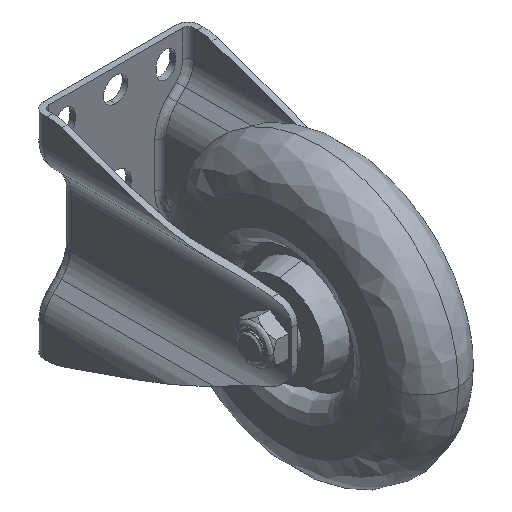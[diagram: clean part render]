
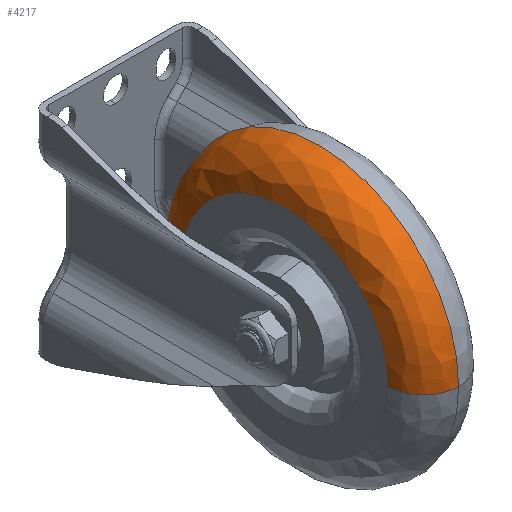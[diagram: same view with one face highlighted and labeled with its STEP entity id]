
A CAD part, isometric view. The second image highlights one B-rep face of the part: STEP entity #4217.
In plain terms, the highlighted free-form (B-spline) face has degree [3, 3] with [4, 4] control points.
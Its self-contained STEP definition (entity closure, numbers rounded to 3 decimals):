
#68 = EDGE_CURVE ( 'NONE', #4291, #6336, #2007, .T. ) ;
#287 = DIRECTION ( 'NONE',  ( 0., -1., 0. ) ) ;
#587 = CARTESIAN_POINT ( 'NONE',  ( -16., -47.5, 0. ) ) ;
#894 = CARTESIAN_POINT ( 'NONE',  ( 0., -94., 0. ) ) ;
#896 = ORIENTED_EDGE ( 'NONE', *, *, #2268, .F. ) ;
#1063 = CARTESIAN_POINT ( 'NONE',  ( 0., -31.5, 0. ) ) ;
#1378 = CARTESIAN_POINT ( 'NONE',  ( -16., -140.5, 93. ) ) ;
#1534 = CIRCLE ( 'NONE', #5833, 16. ) ;
#1586 = CARTESIAN_POINT ( 'NONE',  ( -9.373, -31.5, 125. ) ) ;
#1605 = CARTESIAN_POINT ( 'NONE',  ( 0., -31.5, 0. ) ) ;
#1617 =( BOUNDED_SURFACE ( )  B_SPLINE_SURFACE ( 3, 3, ( 
 ( #1605, #2152, #2725, #3187 ),
 ( #5472, #1586, #5977, #3262 ),
 ( #3283, #3211, #5455, #2080 ),
 ( #5998, #6540, #4341, #3238 ) ),
 .UNSPECIFIED., .F., .F., .T. ) 
 B_SPLINE_SURFACE_WITH_KNOTS ( ( 4, 4 ),
 ( 4, 4 ),
 ( 0., 1. ),
 ( 0., 1. ),
 .UNSPECIFIED. ) 
 GEOMETRIC_REPRESENTATION_ITEM ( )  RATIONAL_B_SPLINE_SURFACE ( (
 ( 1., 0.333, 0.333, 1.),
 ( 0.805, 0.268, 0.268, 0.805),
 ( 0.805, 0.268, 0.268, 0.805),
 ( 1., 0.333, 0.333, 1.) ) ) 
 REPRESENTATION_ITEM ( '' )  SURFACE ( )  );
#1659 = VERTEX_POINT ( 'NONE', #3490 ) ;
#1664 = DIRECTION ( 'NONE',  ( 0., 0., 1. ) ) ;
#1778 = CARTESIAN_POINT ( 'NONE',  ( -16., -140.5, 0. ) ) ;
#1853 = DIRECTION ( 'NONE',  ( 1., 0., 0. ) ) ;
#2007 =( BOUNDED_CURVE ( )  B_SPLINE_CURVE ( 3, ( #4102, #5741, #1378, #2934 ),
 .UNSPECIFIED., .F., .F. ) 
 B_SPLINE_CURVE_WITH_KNOTS ( ( 4, 4 ),
 ( 0., 1. ),
 .UNSPECIFIED. ) 
 CURVE ( )  GEOMETRIC_REPRESENTATION_ITEM ( )  RATIONAL_B_SPLINE_CURVE ( ( 1., 0.333, 0.333, 1. ) ) 
 REPRESENTATION_ITEM ( '' )  );
#2080 = CARTESIAN_POINT ( 'NONE',  ( -16., -149.873, 0. ) ) ;
#2152 = CARTESIAN_POINT ( 'NONE',  ( 0., -31.5, 125. ) ) ;
#2268 = EDGE_CURVE ( 'NONE', #1659, #6336, #1534, .T. ) ;
#2601 = AXIS2_PLACEMENT_3D ( 'NONE', #894, #1853, #5727 ) ;
#2725 = CARTESIAN_POINT ( 'NONE',  ( 0., -156.5, 125. ) ) ;
#2934 = CARTESIAN_POINT ( 'NONE',  ( -16., -140.5, 0. ) ) ;
#2944 = CARTESIAN_POINT ( 'NONE',  ( 0., -140.5, 0. ) ) ;
#3012 = EDGE_CURVE ( 'NONE', #6666, #1659, #3077, .T. ) ;
#3077 = CIRCLE ( 'NONE', #2601, 62.5 ) ;
#3187 = CARTESIAN_POINT ( 'NONE',  ( 0., -156.5, 0. ) ) ;
#3191 = EDGE_LOOP ( 'NONE', ( #5599, #4406, #3980, #896 ) ) ;
#3211 = CARTESIAN_POINT ( 'NONE',  ( -16., -38.127, 111.745 ) ) ;
#3238 = CARTESIAN_POINT ( 'NONE',  ( -16., -140.5, 0. ) ) ;
#3262 = CARTESIAN_POINT ( 'NONE',  ( -9.373, -156.5, 0. ) ) ;
#3283 = CARTESIAN_POINT ( 'NONE',  ( -16., -38.127, 0. ) ) ;
#3490 = CARTESIAN_POINT ( 'NONE',  ( 0., -156.5, 0. ) ) ;
#3980 = ORIENTED_EDGE ( 'NONE', *, *, #68, .T. ) ;
#4102 = CARTESIAN_POINT ( 'NONE',  ( -16., -47.5, 0. ) ) ;
#4217 = ADVANCED_FACE ( 'NONE', ( #7034 ), #1617, .T. ) ;
#4291 = VERTEX_POINT ( 'NONE', #587 ) ;
#4341 = CARTESIAN_POINT ( 'NONE',  ( -16., -140.5, 93. ) ) ;
#4403 = CARTESIAN_POINT ( 'NONE',  ( 0., -47.5, 0. ) ) ;
#4406 = ORIENTED_EDGE ( 'NONE', *, *, #6776, .T. ) ;
#5186 = DIRECTION ( 'NONE',  ( 0., 0., -1. ) ) ;
#5455 = CARTESIAN_POINT ( 'NONE',  ( -16., -149.873, 111.745 ) ) ;
#5472 = CARTESIAN_POINT ( 'NONE',  ( -9.373, -31.5, 0. ) ) ;
#5599 = ORIENTED_EDGE ( 'NONE', *, *, #3012, .F. ) ;
#5727 = DIRECTION ( 'NONE',  ( 0., -1., 0. ) ) ;
#5741 = CARTESIAN_POINT ( 'NONE',  ( -16., -47.5, 93. ) ) ;
#5833 = AXIS2_PLACEMENT_3D ( 'NONE', #2944, #5186, #287 ) ;
#5952 = AXIS2_PLACEMENT_3D ( 'NONE', #4403, #1664, #6579 ) ;
#5977 = CARTESIAN_POINT ( 'NONE',  ( -9.373, -156.5, 125. ) ) ;
#5998 = CARTESIAN_POINT ( 'NONE',  ( -16., -47.5, 0. ) ) ;
#6182 = CIRCLE ( 'NONE', #5952, 16. ) ;
#6336 = VERTEX_POINT ( 'NONE', #1778 ) ;
#6540 = CARTESIAN_POINT ( 'NONE',  ( -16., -47.5, 93. ) ) ;
#6579 = DIRECTION ( 'NONE',  ( 0., 1., 0. ) ) ;
#6666 = VERTEX_POINT ( 'NONE', #1063 ) ;
#6776 = EDGE_CURVE ( 'NONE', #6666, #4291, #6182, .T. ) ;
#7034 = FACE_OUTER_BOUND ( 'NONE', #3191, .T. ) ;
